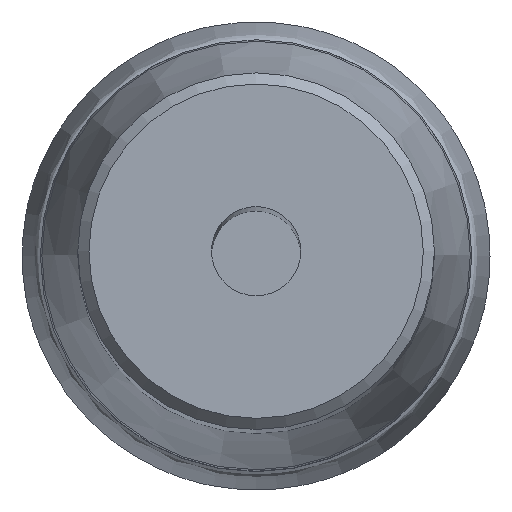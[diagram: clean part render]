
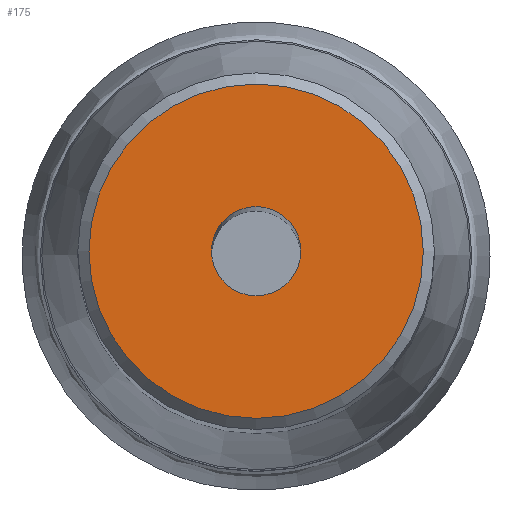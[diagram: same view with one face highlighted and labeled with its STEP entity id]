
A CAD part, top view. The second image highlights one B-rep face of the part: STEP entity #175.
In plain terms, the highlighted planar face has unit normal (0, 0, 1).
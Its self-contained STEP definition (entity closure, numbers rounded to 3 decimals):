
#147=FACE_BOUND('',#218,.T.);
#148=FACE_BOUND('',#219,.T.);
#175=ADVANCED_FACE('CLONE_TP_FACE',(#147,#148),#185,.T.);
#185=PLANE('',#474);
#218=EDGE_LOOP('',(#260));
#219=EDGE_LOOP('',(#261));
#260=ORIENTED_EDGE('',*,*,#313,.F.);
#261=ORIENTED_EDGE('',*,*,#314,.T.);
#291=VERTEX_POINT('',#693);
#292=VERTEX_POINT('',#695);
#313=EDGE_CURVE('',#291,#291,#334,.T.);
#314=EDGE_CURVE('',#292,#292,#335,.T.);
#334=CIRCLE('',#472,4.);
#335=CIRCLE('',#473,14.996);
#472=AXIS2_PLACEMENT_3D('',#692,#567,#568);
#473=AXIS2_PLACEMENT_3D('',#694,#569,#570);
#474=AXIS2_PLACEMENT_3D('',#696,#571,#572);
#567=DIRECTION('',(0.,0.,1.));
#568=DIRECTION('',(1.,0.,0.));
#569=DIRECTION('',(0.,0.,1.));
#570=DIRECTION('',(1.,0.,0.));
#571=DIRECTION('',(0.,0.,1.));
#572=DIRECTION('',(-1.,0.,0.));
#692=CARTESIAN_POINT('',(0.,0.,0.));
#693=CARTESIAN_POINT('',(4.,0.,0.));
#694=CARTESIAN_POINT('',(0.,0.,0.));
#695=CARTESIAN_POINT('',(14.996,0.,0.));
#696=CARTESIAN_POINT('',(0.,0.,0.));
